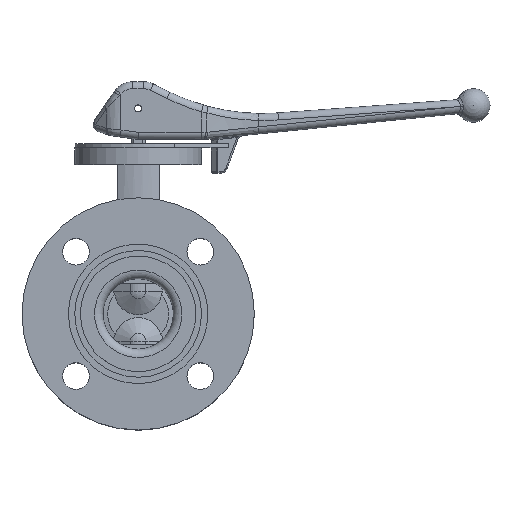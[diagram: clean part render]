
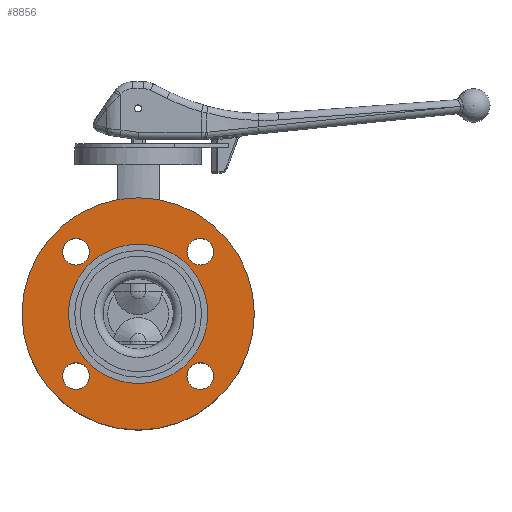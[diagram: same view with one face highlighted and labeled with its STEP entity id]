
A CAD part, top view. The second image highlights one B-rep face of the part: STEP entity #8856.
In plain terms, the highlighted planar face has unit normal (0, 0, 1).
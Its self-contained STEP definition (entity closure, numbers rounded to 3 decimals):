
#184=FACE_BOUND('',#2626,.T.);
#185=FACE_BOUND('',#2627,.T.);
#186=FACE_BOUND('',#2628,.T.);
#187=FACE_BOUND('',#2629,.T.);
#188=FACE_BOUND('',#2630,.T.);
#228=PLANE('',#9553);
#2060=FACE_OUTER_BOUND('',#2625,.T.);
#2625=EDGE_LOOP('',(#6333));
#2626=EDGE_LOOP('',(#6334));
#2627=EDGE_LOOP('',(#6335));
#2628=EDGE_LOOP('',(#6336));
#2629=EDGE_LOOP('',(#6337));
#2630=EDGE_LOOP('',(#6338));
#3347=CIRCLE('',#9368,9.5);
#3351=CIRCLE('',#9374,9.5);
#3355=CIRCLE('',#9380,9.5);
#3359=CIRCLE('',#9386,9.5);
#3375=CIRCLE('',#9409,49.5);
#3376=CIRCLE('',#9411,82.5);
#3736=VERTEX_POINT('',#12696);
#3740=VERTEX_POINT('',#12708);
#3744=VERTEX_POINT('',#12720);
#3748=VERTEX_POINT('',#12732);
#3762=VERTEX_POINT('',#12774);
#3763=VERTEX_POINT('',#12778);
#4584=EDGE_CURVE('',#3736,#3736,#3347,.T.);
#4590=EDGE_CURVE('',#3740,#3740,#3351,.T.);
#4596=EDGE_CURVE('',#3744,#3744,#3355,.T.);
#4602=EDGE_CURVE('',#3748,#3748,#3359,.T.);
#4623=EDGE_CURVE('',#3762,#3762,#3375,.T.);
#4624=EDGE_CURVE('',#3763,#3763,#3376,.T.);
#6333=ORIENTED_EDGE('',*,*,#4624,.T.);
#6334=ORIENTED_EDGE('',*,*,#4584,.T.);
#6335=ORIENTED_EDGE('',*,*,#4590,.T.);
#6336=ORIENTED_EDGE('',*,*,#4596,.T.);
#6337=ORIENTED_EDGE('',*,*,#4602,.T.);
#6338=ORIENTED_EDGE('',*,*,#4623,.F.);
#8856=ADVANCED_FACE('',(#2060,#184,#185,#186,#187,#188),#228,.F.);
#9368=AXIS2_PLACEMENT_3D('',#12698,#10260,#10261);
#9374=AXIS2_PLACEMENT_3D('',#12710,#10274,#10275);
#9380=AXIS2_PLACEMENT_3D('',#12722,#10288,#10289);
#9386=AXIS2_PLACEMENT_3D('',#12734,#10302,#10303);
#9409=AXIS2_PLACEMENT_3D('',#12776,#10353,#10354);
#9411=AXIS2_PLACEMENT_3D('',#12779,#10357,#10358);
#9553=AXIS2_PLACEMENT_3D('',#16056,#10750,#10751);
#10260=DIRECTION('center_axis',(0.,0.,-1.));
#10261=DIRECTION('ref_axis',(0.,1.,0.));
#10274=DIRECTION('center_axis',(0.,0.,-1.));
#10275=DIRECTION('ref_axis',(0.,1.,0.));
#10288=DIRECTION('center_axis',(0.,0.,-1.));
#10289=DIRECTION('ref_axis',(0.,1.,0.));
#10302=DIRECTION('center_axis',(0.,0.,-1.));
#10303=DIRECTION('ref_axis',(0.,1.,0.));
#10353=DIRECTION('center_axis',(0.,0.,1.));
#10354=DIRECTION('ref_axis',(0.,-1.,0.));
#10357=DIRECTION('center_axis',(0.,0.,1.));
#10358=DIRECTION('ref_axis',(0.,-1.,0.));
#10750=DIRECTION('center_axis',(0.,0.,-1.));
#10751=DIRECTION('ref_axis',(0.,1.,0.));
#12696=CARTESIAN_POINT('',(-53.694,44.194,48.5));
#12698=CARTESIAN_POINT('Origin',(-44.194,44.194,48.5));
#12708=CARTESIAN_POINT('',(-53.694,-44.194,48.5));
#12710=CARTESIAN_POINT('Origin',(-44.194,-44.194,48.5));
#12720=CARTESIAN_POINT('',(34.694,44.194,48.5));
#12722=CARTESIAN_POINT('Origin',(44.194,44.194,48.5));
#12732=CARTESIAN_POINT('',(34.694,-44.194,48.5));
#12734=CARTESIAN_POINT('Origin',(44.194,-44.194,48.5));
#12774=CARTESIAN_POINT('',(0.,49.5,48.5));
#12776=CARTESIAN_POINT('Origin',(0.,0.,48.5));
#12778=CARTESIAN_POINT('',(0.,82.5,48.5));
#12779=CARTESIAN_POINT('Origin',(0.,0.,48.5));
#16056=CARTESIAN_POINT('Origin',(0.,49.5,48.5));
